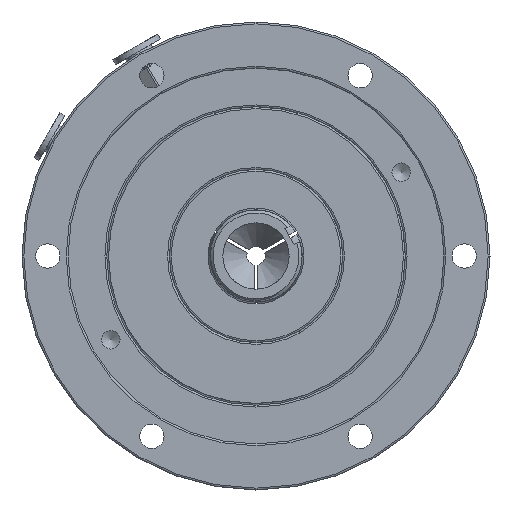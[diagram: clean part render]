
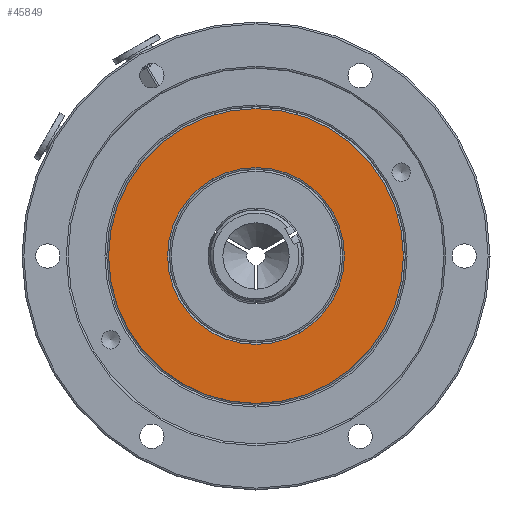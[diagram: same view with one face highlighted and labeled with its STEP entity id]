
A CAD part, left-side view. The second image highlights one B-rep face of the part: STEP entity #45849.
In plain terms, the highlighted planar face has unit normal (-1, 0, 0).
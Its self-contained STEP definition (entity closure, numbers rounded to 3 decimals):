
#3498 = AXIS2_PLACEMENT_3D ( 'NONE', #30633, #27233, #70064 ) ;
#6833 = CARTESIAN_POINT ( 'NONE',  ( -2.376, 31.452, -24. ) ) ;
#7997 = CARTESIAN_POINT ( 'NONE',  ( -2.376, 31.452, 24. ) ) ;
#15532 = ORIENTED_EDGE ( 'NONE', *, *, #59270, .T. ) ;
#20353 = AXIS2_PLACEMENT_3D ( 'NONE', #56225, #38176, #38873 ) ;
#20651 = EDGE_LOOP ( 'NONE', ( #15532, #36205 ) ) ;
#23036 = DIRECTION ( 'NONE',  ( 0., 0., -1. ) ) ;
#23570 = ORIENTED_EDGE ( 'NONE', *, *, #59863, .T. ) ;
#27233 = DIRECTION ( 'NONE',  ( 1., 0., 0. ) ) ;
#30633 = CARTESIAN_POINT ( 'NONE',  ( -2.376, 31.452, 0. ) ) ;
#30988 = CARTESIAN_POINT ( 'NONE',  ( -2.376, 31.452, -9.5 ) ) ;
#31363 = FACE_BOUND ( 'NONE', #20651, .T. ) ;
#31612 = EDGE_CURVE ( 'NONE', #38186, #55989, #52011, .T. ) ;
#31714 = DIRECTION ( 'NONE',  ( 0., 1., 0. ) ) ;
#34242 = AXIS2_PLACEMENT_3D ( 'NONE', #61028, #49825, #23036 ) ;
#35408 = CIRCLE ( 'NONE', #20353, 40. ) ;
#35935 = AXIS2_PLACEMENT_3D ( 'NONE', #30988, #47264, #31714 ) ;
#36205 = ORIENTED_EDGE ( 'NONE', *, *, #31612, .T. ) ;
#38176 = DIRECTION ( 'NONE',  ( -1., 0., 0. ) ) ;
#38186 = VERTEX_POINT ( 'NONE', #7997 ) ;
#38873 = DIRECTION ( 'NONE',  ( 0., 0., 1. ) ) ;
#41492 = PLANE ( 'NONE',  #35935 ) ;
#43530 = VERTEX_POINT ( 'NONE', #59426 ) ;
#45849 = ADVANCED_FACE ( 'NONE', ( #31363, #70058 ), #41492, .F. ) ;
#47264 = DIRECTION ( 'NONE',  ( 1., 0., 0. ) ) ;
#48074 = CIRCLE ( 'NONE', #34242, 24. ) ;
#49825 = DIRECTION ( 'NONE',  ( 1., 0., 0. ) ) ;
#52011 = CIRCLE ( 'NONE', #3498, 24. ) ;
#52312 = EDGE_LOOP ( 'NONE', ( #23570 ) ) ;
#55989 = VERTEX_POINT ( 'NONE', #6833 ) ;
#56225 = CARTESIAN_POINT ( 'NONE',  ( -2.376, 31.452, 0. ) ) ;
#59270 = EDGE_CURVE ( 'NONE', #55989, #38186, #48074, .T. ) ;
#59426 = CARTESIAN_POINT ( 'NONE',  ( -2.376, 31.452, 40. ) ) ;
#59863 = EDGE_CURVE ( 'NONE', #43530, #43530, #35408, .T. ) ;
#61028 = CARTESIAN_POINT ( 'NONE',  ( -2.376, 31.452, 0. ) ) ;
#70058 = FACE_OUTER_BOUND ( 'NONE', #52312, .T. ) ;
#70064 = DIRECTION ( 'NONE',  ( 0., 0., -1. ) ) ;
